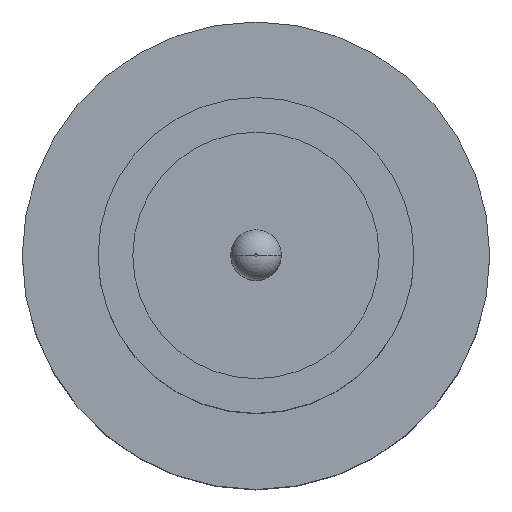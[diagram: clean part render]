
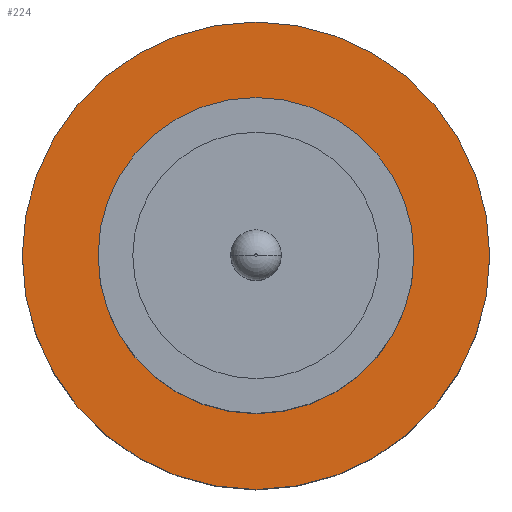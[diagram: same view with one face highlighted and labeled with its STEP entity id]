
A CAD part, top view. The second image highlights one B-rep face of the part: STEP entity #224.
In plain terms, the highlighted planar face has unit normal (0, 0, 1).
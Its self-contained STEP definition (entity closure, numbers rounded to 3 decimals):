
#8 = VERTEX_POINT ( 'NONE', #411 ) ;
#34 = ORIENTED_EDGE ( 'NONE', *, *, #761, .F. ) ;
#56 = PLANE ( 'NONE',  #763 ) ;
#67 = CARTESIAN_POINT ( 'NONE',  ( 0., 0., 1.55 ) ) ;
#82 = DIRECTION ( 'NONE',  ( 1., 0., 0. ) ) ;
#151 = CARTESIAN_POINT ( 'NONE',  ( 0., 0., 1.55 ) ) ;
#181 = CARTESIAN_POINT ( 'NONE',  ( 0., 0., 1.55 ) ) ;
#191 = CARTESIAN_POINT ( 'NONE',  ( 1.85, 0., 1.55 ) ) ;
#200 = DIRECTION ( 'NONE',  ( 0., 0., 1. ) ) ;
#224 = ADVANCED_FACE ( 'NONE', ( #682, #452 ), #56, .T. ) ;
#236 = DIRECTION ( 'NONE',  ( 1., 0., 0. ) ) ;
#263 = CIRCLE ( 'NONE', #662, 1.85 ) ;
#282 = DIRECTION ( 'NONE',  ( 0., 0., 1. ) ) ;
#301 = CIRCLE ( 'NONE', #515, 1.85 ) ;
#339 = EDGE_CURVE ( 'NONE', #674, #533, #263, .T. ) ;
#361 = ORIENTED_EDGE ( 'NONE', *, *, #710, .T. ) ;
#403 = CARTESIAN_POINT ( 'NONE',  ( -1.25, 0., 1.55 ) ) ;
#411 = CARTESIAN_POINT ( 'NONE',  ( 1.25, 0., 1.55 ) ) ;
#444 = DIRECTION ( 'NONE',  ( 0., 0., 1. ) ) ;
#452 = FACE_OUTER_BOUND ( 'NONE', #459, .T. ) ;
#459 = EDGE_LOOP ( 'NONE', ( #814, #361 ) ) ;
#476 = DIRECTION ( 'NONE',  ( 0., 0., 1. ) ) ;
#515 = AXIS2_PLACEMENT_3D ( 'NONE', #67, #200, #827 ) ;
#533 = VERTEX_POINT ( 'NONE', #191 ) ;
#590 = AXIS2_PLACEMENT_3D ( 'NONE', #608, #282, #770 ) ;
#608 = CARTESIAN_POINT ( 'NONE',  ( 0., 0., 1.55 ) ) ;
#622 = CIRCLE ( 'NONE', #893, 1.25 ) ;
#648 = DIRECTION ( 'NONE',  ( 1., 0., 0. ) ) ;
#662 = AXIS2_PLACEMENT_3D ( 'NONE', #151, #784, #236 ) ;
#674 = VERTEX_POINT ( 'NONE', #730 ) ;
#682 = FACE_BOUND ( 'NONE', #837, .T. ) ;
#710 = EDGE_CURVE ( 'NONE', #533, #674, #301, .T. ) ;
#730 = CARTESIAN_POINT ( 'NONE',  ( -1.85, 0., 1.55 ) ) ;
#734 = VERTEX_POINT ( 'NONE', #403 ) ;
#761 = EDGE_CURVE ( 'NONE', #8, #734, #856, .T. ) ;
#763 = AXIS2_PLACEMENT_3D ( 'NONE', #181, #444, #648 ) ;
#766 = EDGE_CURVE ( 'NONE', #734, #8, #622, .T. ) ;
#770 = DIRECTION ( 'NONE',  ( 1., 0., 0. ) ) ;
#784 = DIRECTION ( 'NONE',  ( 0., 0., 1. ) ) ;
#814 = ORIENTED_EDGE ( 'NONE', *, *, #339, .T. ) ;
#827 = DIRECTION ( 'NONE',  ( 1., 0., 0. ) ) ;
#837 = EDGE_LOOP ( 'NONE', ( #34, #842 ) ) ;
#841 = CARTESIAN_POINT ( 'NONE',  ( 0., 0., 1.55 ) ) ;
#842 = ORIENTED_EDGE ( 'NONE', *, *, #766, .F. ) ;
#856 = CIRCLE ( 'NONE', #590, 1.25 ) ;
#893 = AXIS2_PLACEMENT_3D ( 'NONE', #841, #476, #82 ) ;
